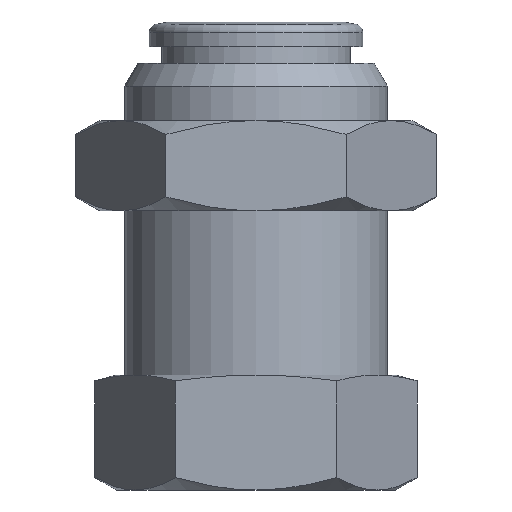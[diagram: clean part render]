
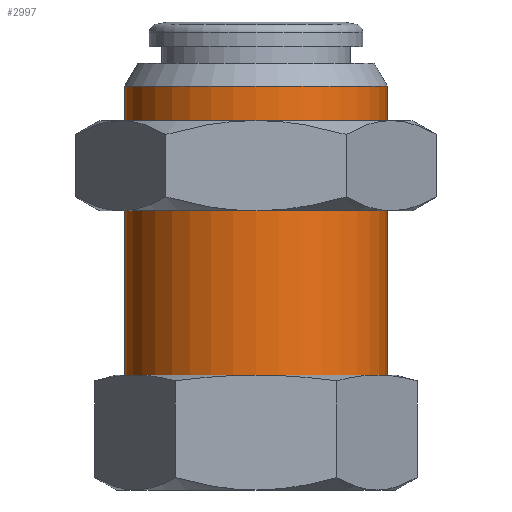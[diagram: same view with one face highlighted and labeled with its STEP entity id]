
A CAD part, front view. The second image highlights one B-rep face of the part: STEP entity #2997.
In plain terms, the highlighted cylindrical face has radius 8 mm (diameter 16 mm), a full revolution.
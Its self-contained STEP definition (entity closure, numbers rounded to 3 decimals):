
#1501=ORIENTED_EDGE('',*,*,#1819,.F.);
#1502=ORIENTED_EDGE('',*,*,#1818,.T.);
#1646=CIRCLE('',#2860,8.);
#1647=CIRCLE('',#2862,8.);
#1717=VERTEX_POINT('',#2630);
#1718=VERTEX_POINT('',#2633);
#1818=EDGE_CURVE('',#1717,#1717,#1646,.T.);
#1819=EDGE_CURVE('',#1718,#1718,#1647,.T.);
#1936=EDGE_LOOP('',(#1501));
#1937=EDGE_LOOP('',(#1502));
#2046=FACE_BOUND('',#1936,.T.);
#2047=FACE_BOUND('',#1937,.T.);
#2302=DIRECTION('',(0.,-1.,0.));
#2303=DIRECTION('',(0.,0.,8.));
#2304=DIRECTION('',(0.,1.,0.));
#2305=DIRECTION('',(1.,0.,0.));
#2306=DIRECTION('',(0.,-1.,0.));
#2307=DIRECTION('',(0.,0.,8.));
#2630=CARTESIAN_POINT('',(22.83,34.381,8.));
#2631=CARTESIAN_POINT('',(22.83,34.381,0.));
#2632=CARTESIAN_POINT('',(22.83,16.781,0.));
#2633=CARTESIAN_POINT('',(22.83,16.781,8.));
#2634=CARTESIAN_POINT('',(22.83,16.781,0.));
#2860=AXIS2_PLACEMENT_3D('',#2631,#2302,#2303);
#2861=AXIS2_PLACEMENT_3D('',#2632,#2304,#2305);
#2862=AXIS2_PLACEMENT_3D('',#2634,#2306,#2307);
#2951=CYLINDRICAL_SURFACE('',#2861,8.);
#2997=ADVANCED_FACE('',(#2046,#2047),#2951,.T.);
